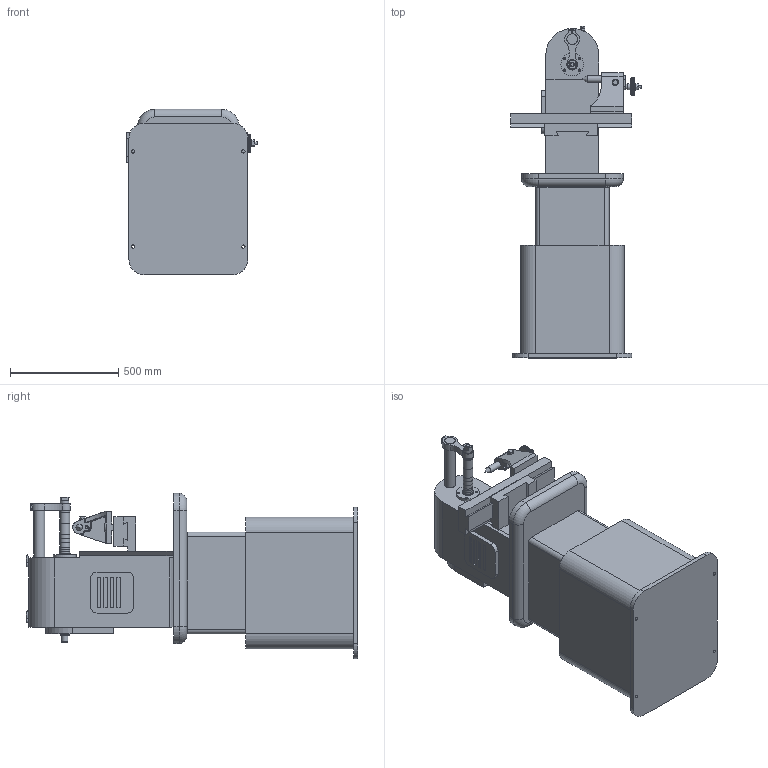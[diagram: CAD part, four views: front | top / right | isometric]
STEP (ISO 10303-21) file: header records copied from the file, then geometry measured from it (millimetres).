
FILE_DESCRIPTION(/* description */ (''),/* implementation_level */ '2;1');
FILE_NAME(/* name */ 'FINAL ASSEMBLY.stp',/* time_stamp */ '2025-06-15T21:17:58+08:00',/* author */ ('Caleb'),/* organization */ (''),/* preprocessor_version */ 'ST-DEVELOPER v20',/* originating_system */ 'Autodesk Inventor 2025',/* authorisation */ '');
FILE_SCHEMA (('AUTOMOTIVE_DESIGN { 1 0 10303 214 3 1 1 }'));
Length unit declared in the file: inch
Products named in the file (29): FINAL ASSEMBLY; milling machine origibal; MILLING COLUMN1; BASE CHIP PAN; COLUMN GASKET; allen bolt1; allen bolt2; handle1; handle2; ARBOR; OVERARM; ARBOR COLLAR1; ARBOR COLLAR2; ARBOR COLLAR3; ARBOR COLLAR 4; ARBOR NUT; RUNNING COLLAR; overarm bracket; BED BED 1; BED bed; tailstock; 1 Body; 2 Centre; 3 Hand wheel; 4 Screw; 5 Screw; 6 Washer; 7 Nut; 8 Key
Assembly tree (44 placements, depth 3):
  FINAL ASSEMBLY
    milling machine origibal
    MILLING COLUMN1
    BASE CHIP PAN
    COLUMN GASKET
    allen bolt1  x7
    allen bolt2  x4
    handle1  x2
    handle2  x2
    ARBOR
    OVERARM
    ARBOR COLLAR1  x3
    ARBOR COLLAR2  x3
    ARBOR COLLAR3  x2
    ARBOR COLLAR 4
    ARBOR NUT
    RUNNING COLLAR
    overarm bracket
    BED BED 1
    BED bed
    tailstock
      1 Body
      2 Centre
      3 Hand wheel
      4 Screw
      5 Screw
      6 Washer
      7 Nut
      8 Key
Bounding box: 606 x 1535.25 x 765 mm (x, y, z)
Volume: 115055476.8 mm3; surface area: 7027936.5 mm2
Topology: 43 solids, 43 shells, 1684 faces, 3842 edges, 2314 vertices
Faces by surface type: plane 1227, cylinder 358, torus 69, cone 19, bspline 9, sphere 2
Full cylindrical faces by diameter (mm): 4 x4, 5 x12, 10 x33, 12 x2, 15 x27, 18 x1, 20 x6, 25 x1, 28 x2, 30 x14, 32 x1, 40 x4, 45 x10, 50 x3, 105 x1
Entity records: 44899 total; most frequent: CARTESIAN_POINT 8314, DIRECTION 7753, ORIENTED_EDGE 6986, EDGE_CURVE 3493, AXIS2_PLACEMENT_3D 2753, LINE 2247, VECTOR 2247, VERTEX_POINT 2095
